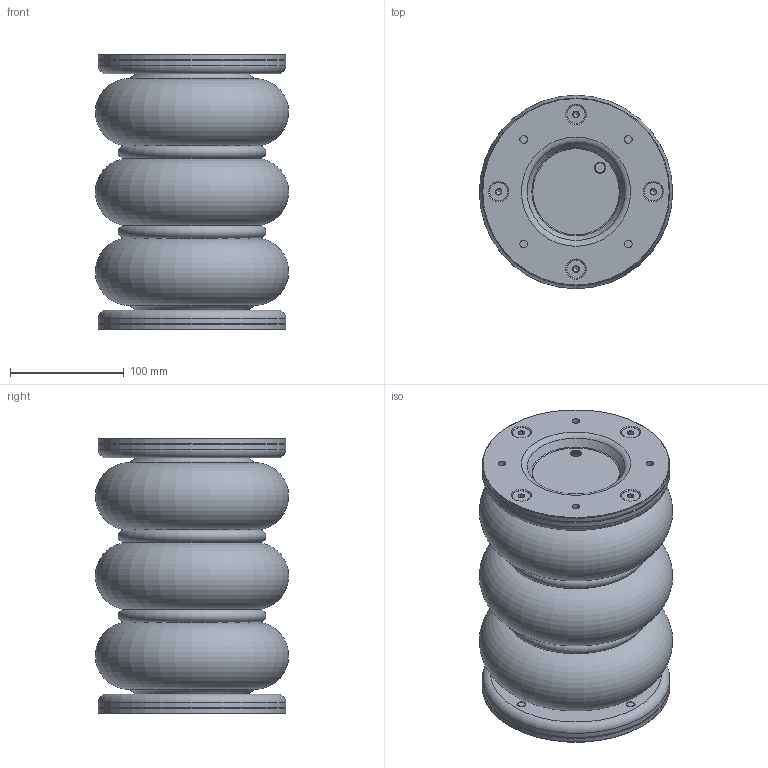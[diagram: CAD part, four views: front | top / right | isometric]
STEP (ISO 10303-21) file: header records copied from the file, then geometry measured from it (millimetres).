
FILE_DESCRIPTION(/* description */ (''),/* implementation_level */ '2;1');
FILE_NAME(/* name */ '6W-170x3-01.stp',/* time_stamp */ '2021-06-14T13:46:38+02:00',/* author */ (''),/* organization */ (''),/* preprocessor_version */ 'ST-DEVELOPER v18.1',/* originating_system */ 'SIEMENS PLM Software NX 1965',/* authorisation */ '');
FILE_SCHEMA (('AP203_CONFIGURATION_CONTROLLED_3D_DESIGN_OF_MECHANICAL_PARTS_AND_ASSEMBLIES_MIM_LF { 1 0 10303 403 2 1 2}'));
Length unit declared in the file: millimetre
Products named in the file (1): hoff1F2CB9E2ok6d
Bounding box: 169.96 x 169.96 x 242 mm (x, y, z)
Volume: 1033441.6 mm3; surface area: 517493.8 mm2
Topology: 15 solids, 15 shells, 380 faces, 774 edges, 436 vertices
Faces by surface type: plane 138, cone 128, cylinder 58, torus 54, bspline 2
Full cylindrical faces by diameter (mm): 6.8 x16, 7.76 x8, 9 x8, 11 x8, 16 x8, 121 x2, 159 x2, 165 x4
Entity records: 9930 total; most frequent: CARTESIAN_POINT 2681, DIRECTION 1574, ORIENTED_EDGE 1072, AXIS2_PLACEMENT_3D 715, EDGE_LOOP 638, EDGE_CURVE 536, FACE_BOUND 490, VERTEX_POINT 398
